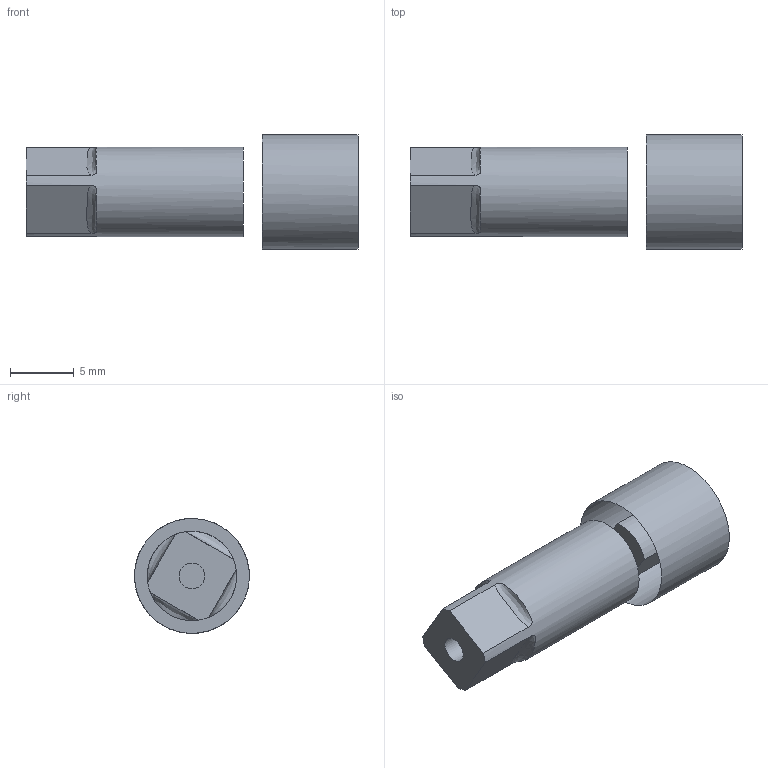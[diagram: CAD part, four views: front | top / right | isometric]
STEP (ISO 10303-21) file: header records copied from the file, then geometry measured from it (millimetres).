
FILE_DESCRIPTION(/* description */ (''),/* implementation_level */ '2;1');
FILE_NAME(/* name */ 'Eixo traseiro dir v2.step',/* time_stamp */ '2025-08-08T23:55:12-03:00',/* author */ (''),/* organization */ (''),/* preprocessor_version */ 'ST-DEVELOPER v20.1',/* originating_system */ 'Autodesk Translation Framework v14.10.0.0',/* authorisation */ '');
FILE_SCHEMA (('AUTOMOTIVE_DESIGN { 1 0 10303 214 3 1 1 }'));
Length unit declared in the file: millimetre
Products named in the file (1): Eixo traseiro dir
Bounding box: 26 x 8.99 x 8.99 mm (x, y, z)
Volume: 996.8 mm3; surface area: 895.1 mm2
Topology: 1 solids, 1 shells, 24 faces, 63 edges, 43 vertices
Faces by surface type: plane 12, cylinder 5, bspline 4, cone 3
Full cylindrical faces by diameter (mm): 2 x1, 7 x1, 9 x1
Entity records: 1323 total; most frequent: CARTESIAN_POINT 706, ORIENTED_EDGE 126, DIRECTION 110, EDGE_CURVE 63, VERTEX_POINT 43, AXIS2_PLACEMENT_3D 42, LINE 26, VECTOR 26
